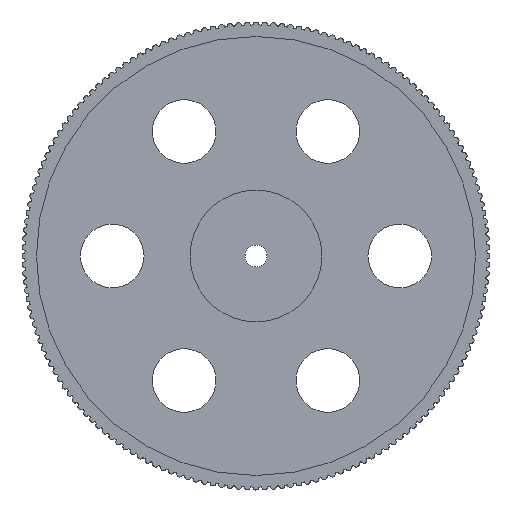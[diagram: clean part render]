
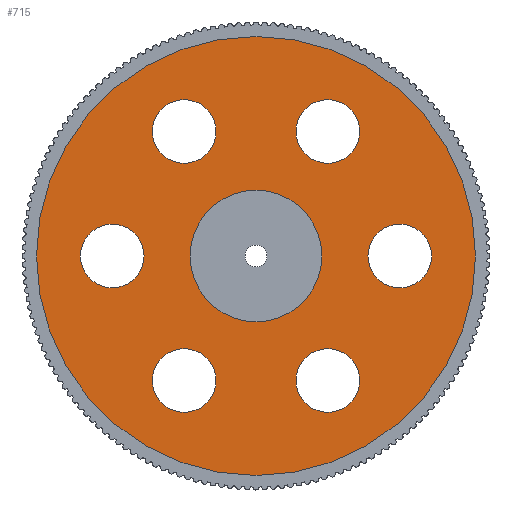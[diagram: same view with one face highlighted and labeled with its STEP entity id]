
A CAD part, left-side view. The second image highlights one B-rep face of the part: STEP entity #715.
In plain terms, the highlighted planar face has unit normal (-1, 0, 0).
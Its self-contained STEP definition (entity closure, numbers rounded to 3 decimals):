
#715 = ADVANCED_FACE( '', ( #2111, #2112, #2113, #2114, #2115, #2116, #2117, #2118 ), #2119, .T. );
#2111 = FACE_BOUND( '', #4214, .T. );
#2112 = FACE_BOUND( '', #4215, .T. );
#2113 = FACE_BOUND( '', #4216, .T. );
#2114 = FACE_BOUND( '', #4217, .T. );
#2115 = FACE_OUTER_BOUND( '', #4218, .T. );
#2116 = FACE_BOUND( '', #4219, .T. );
#2117 = FACE_BOUND( '', #4220, .T. );
#2118 = FACE_BOUND( '', #4221, .T. );
#2119 = PLANE( '', #4222 );
#4214 = EDGE_LOOP( '', ( #6316 ) );
#4215 = EDGE_LOOP( '', ( #6317 ) );
#4216 = EDGE_LOOP( '', ( #6318 ) );
#4217 = EDGE_LOOP( '', ( #6319 ) );
#4218 = EDGE_LOOP( '', ( #6320 ) );
#4219 = EDGE_LOOP( '', ( #6321 ) );
#4220 = EDGE_LOOP( '', ( #6322 ) );
#4221 = EDGE_LOOP( '', ( #6323 ) );
#4222 = AXIS2_PLACEMENT_3D( '', #6324, #6325, #6326 );
#6316 = ORIENTED_EDGE( '', *, *, #13145, .T. );
#6317 = ORIENTED_EDGE( '', *, *, #13146, .T. );
#6318 = ORIENTED_EDGE( '', *, *, #13147, .T. );
#6319 = ORIENTED_EDGE( '', *, *, #13148, .T. );
#6320 = ORIENTED_EDGE( '', *, *, #13149, .F. );
#6321 = ORIENTED_EDGE( '', *, *, #13150, .T. );
#6322 = ORIENTED_EDGE( '', *, *, #13151, .T. );
#6323 = ORIENTED_EDGE( '', *, *, #13152, .T. );
#6324 = CARTESIAN_POINT( '', ( 20., 200., 0. ) );
#6325 = DIRECTION( '', ( -1., 0., 0. ) );
#6326 = DIRECTION( '', ( 0., 0., 1. ) );
#13145 = EDGE_CURVE( '', #15876, #15876, #15877, .T. );
#13146 = EDGE_CURVE( '', #15878, #15878, #15879, .T. );
#13147 = EDGE_CURVE( '', #15880, #15880, #15881, .T. );
#13148 = EDGE_CURVE( '', #15882, #15882, #15883, .T. );
#13149 = EDGE_CURVE( '', #15884, #15884, #15885, .T. );
#13150 = EDGE_CURVE( '', #15886, #15886, #15887, .T. );
#13151 = EDGE_CURVE( '', #15888, #15888, #15889, .T. );
#13152 = EDGE_CURVE( '', #15890, #15890, #15891, .T. );
#15876 = VERTEX_POINT( '', #19971 );
#15877 = CIRCLE( '', #19972, 60. );
#15878 = VERTEX_POINT( '', #19973 );
#15879 = CIRCLE( '', #19974, 29. );
#15880 = VERTEX_POINT( '', #19975 );
#15881 = CIRCLE( '', #19976, 29. );
#15882 = VERTEX_POINT( '', #19977 );
#15883 = CIRCLE( '', #19978, 29. );
#15884 = VERTEX_POINT( '', #19979 );
#15885 = CIRCLE( '', #19980, 200. );
#15886 = VERTEX_POINT( '', #19981 );
#15887 = CIRCLE( '', #19982, 29. );
#15888 = VERTEX_POINT( '', #19983 );
#15889 = CIRCLE( '', #19984, 29. );
#15890 = VERTEX_POINT( '', #19985 );
#15891 = CIRCLE( '', #19986, 29. );
#19971 = CARTESIAN_POINT( '', ( 20., 0., -60. ) );
#19972 = AXIS2_PLACEMENT_3D( '', #24732, #24733, #24734 );
#19973 = CARTESIAN_POINT( '', ( 20., 131., -29. ) );
#19974 = AXIS2_PLACEMENT_3D( '', #24735, #24736, #24737 );
#19975 = CARTESIAN_POINT( '', ( 20., -65.5, -142.449 ) );
#19976 = AXIS2_PLACEMENT_3D( '', #24738, #24739, #24740 );
#19977 = CARTESIAN_POINT( '', ( 20., -65.5, 84.449 ) );
#19978 = AXIS2_PLACEMENT_3D( '', #24741, #24742, #24743 );
#19979 = CARTESIAN_POINT( '', ( 20., 0., -200. ) );
#19980 = AXIS2_PLACEMENT_3D( '', #24744, #24745, #24746 );
#19981 = CARTESIAN_POINT( '', ( 20., 65.5, 84.449 ) );
#19982 = AXIS2_PLACEMENT_3D( '', #24747, #24748, #24749 );
#19983 = CARTESIAN_POINT( '', ( 20., -131., -29. ) );
#19984 = AXIS2_PLACEMENT_3D( '', #24750, #24751, #24752 );
#19985 = CARTESIAN_POINT( '', ( 20., 65.5, -142.449 ) );
#19986 = AXIS2_PLACEMENT_3D( '', #24753, #24754, #24755 );
#24732 = CARTESIAN_POINT( '', ( 20., 0., 0. ) );
#24733 = DIRECTION( '', ( 1., 0., 0. ) );
#24734 = DIRECTION( '', ( 0., 0., -1. ) );
#24735 = CARTESIAN_POINT( '', ( 20., 131., 0. ) );
#24736 = DIRECTION( '', ( 1., 0., 0. ) );
#24737 = DIRECTION( '', ( 0., 0., -1. ) );
#24738 = CARTESIAN_POINT( '', ( 20., -65.5, -113.449 ) );
#24739 = DIRECTION( '', ( 1., 0., 0. ) );
#24740 = DIRECTION( '', ( 0., 0., -1. ) );
#24741 = CARTESIAN_POINT( '', ( 20., -65.5, 113.449 ) );
#24742 = DIRECTION( '', ( 1., 0., 0. ) );
#24743 = DIRECTION( '', ( 0., 0., -1. ) );
#24744 = CARTESIAN_POINT( '', ( 20., 0., 0. ) );
#24745 = DIRECTION( '', ( 1., 0., 0. ) );
#24746 = DIRECTION( '', ( 0., 0., -1. ) );
#24747 = CARTESIAN_POINT( '', ( 20., 65.5, 113.449 ) );
#24748 = DIRECTION( '', ( 1., 0., 0. ) );
#24749 = DIRECTION( '', ( 0., 0., -1. ) );
#24750 = CARTESIAN_POINT( '', ( 20., -131., 0. ) );
#24751 = DIRECTION( '', ( 1., 0., 0. ) );
#24752 = DIRECTION( '', ( 0., 0., -1. ) );
#24753 = CARTESIAN_POINT( '', ( 20., 65.5, -113.449 ) );
#24754 = DIRECTION( '', ( 1., 0., 0. ) );
#24755 = DIRECTION( '', ( 0., 0., -1. ) );
